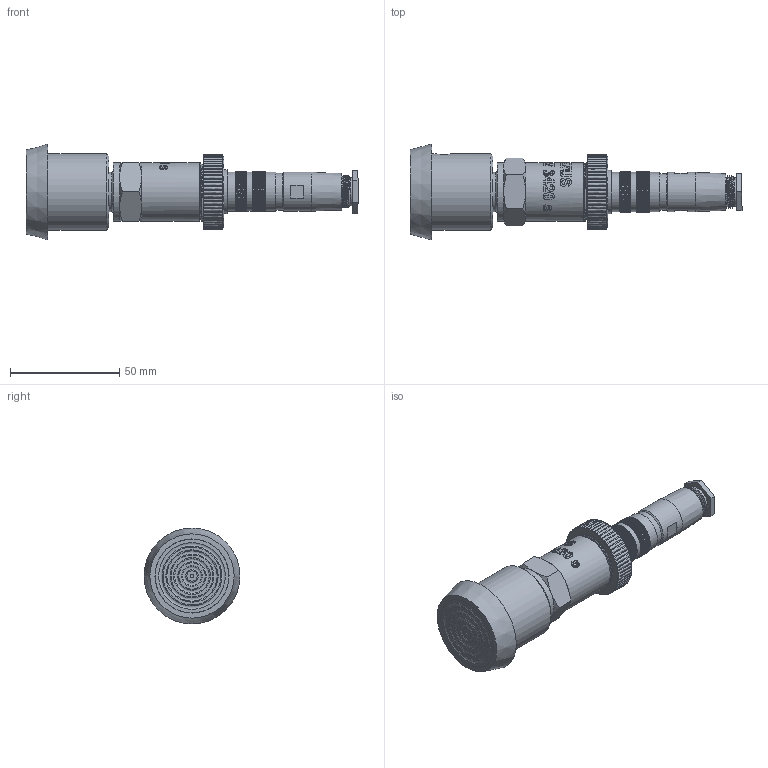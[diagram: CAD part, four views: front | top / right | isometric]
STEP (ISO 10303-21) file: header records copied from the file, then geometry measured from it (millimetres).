
FILE_DESCRIPTION(/* description */ (''),/* implementation_level */ '2;1');
FILE_NAME(/* name */ 'APZ3420s_TapperDN25_7.step',/* time_stamp */ '2021-07-08T14:09:52+03:00',/* author */ (''),/* organization */ (''),/* preprocessor_version */ 'ST-DEVELOPER v18.1',/* originating_system */ 'Autodesk Translation Framework v10.9.0.1377',/* authorisation */ '');
FILE_SCHEMA (('AUTOMOTIVE_DESIGN { 1 0 10303 214 3 1 1 }'));
Length unit declared in the file: millimetre
Products named in the file (8): АПЗ 3420S заполненная; OMAL nut M27x1.5; Binder 723 assembly; Binder 723 female; Binder 723 male; Ш100.000.005; G1\2EN; Tapper socket DN25 diaphragm 34 v2 (1)
Assembly tree (7 placements, depth 3):
  АПЗ 3420S заполненная
    OMAL nut M27x1.5
    Binder 723 assembly
      Binder 723 female
      Binder 723 male
    Ш100.000.005
    G1\2EN
    Tapper socket DN25 diaphragm 34 v2 (1)
Bounding box: 152.25 x 44 x 44 mm (x, y, z)
Volume: 84289.9 mm3; surface area: 31283.9 mm2
Topology: 9 solids, 9 shells, 3604 faces, 9104 edges, 5955 vertices
Faces by surface type: plane 2174, cylinder 639, bspline 470, cone 306, torus 14, sphere 1
Full cylindrical faces by diameter (mm): 1 x15, 1.5 x5, 2 x1, 3 x1, 3.3 x1, 5 x1, 6 x3, 7 x1, 10 x1, 11.8 x1, 12 x1, 13 x1, 13.5 x1, 13.741 x3, 14.884 x2, 15.044 x5, 15.2 x1, 15.908 x4, 16.7 x1, 16.8 x1, 17.044 x7, 17.283 x6, 17.5 x1, 17.6 x1, 17.908 x7, 18 x5, 18.124 x7, 18.161 x2, 18.631 x7, 20 x1
Entity records: 141191 total; most frequent: CARTESIAN_POINT 55444, ORIENTED_EDGE 18204, DIRECTION 18134, EDGE_CURVE 9102, AXIS2_PLACEMENT_3D 7814, VERTEX_POINT 5954, EDGE_LOOP 4050, ELLIPSE 3870
